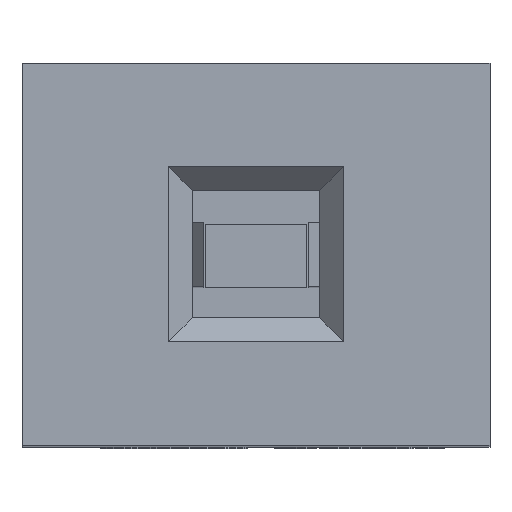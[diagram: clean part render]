
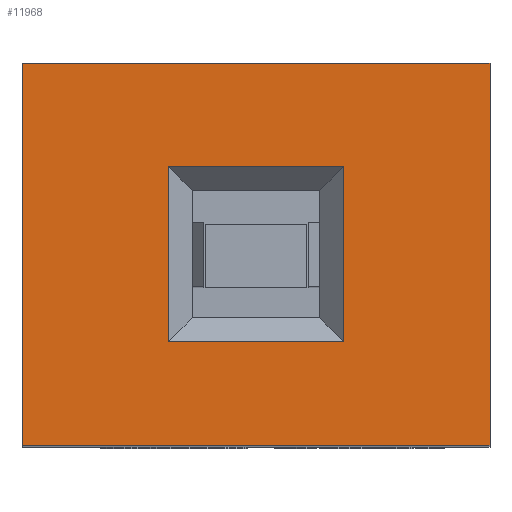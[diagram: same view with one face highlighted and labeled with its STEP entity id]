
A CAD part, top view. The second image highlights one B-rep face of the part: STEP entity #11968.
In plain terms, the highlighted planar face has unit normal (0, 0, 1).
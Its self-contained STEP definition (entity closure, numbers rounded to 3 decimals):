
#67 = CARTESIAN_POINT ( 'NONE',  ( 0., 0., 8.5 ) ) ;
#547 = ORIENTED_EDGE ( 'NONE', *, *, #9615, .T. ) ;
#868 = LINE ( 'NONE', #4909, #2954 ) ;
#918 = CARTESIAN_POINT ( 'NONE',  ( -0.55, 0.4, 8.5 ) ) ;
#940 = VERTEX_POINT ( 'NONE', #12684 ) ;
#970 = LINE ( 'NONE', #2745, #11552 ) ;
#987 = VERTEX_POINT ( 'NONE', #9249 ) ;
#1000 = EDGE_CURVE ( 'NONE', #940, #8111, #2295, .T. ) ;
#1004 = DIRECTION ( 'NONE',  ( 1., 0., 0. ) ) ;
#1215 = ORIENTED_EDGE ( 'NONE', *, *, #10858, .T. ) ;
#1378 = VERTEX_POINT ( 'NONE', #6402 ) ;
#1763 = VECTOR ( 'NONE', #5284, 1000. ) ;
#2081 = DIRECTION ( 'NONE',  ( 0., 0., 1. ) ) ;
#2117 = LINE ( 'NONE', #4224, #1763 ) ;
#2295 = LINE ( 'NONE', #6326, #7919 ) ;
#2724 = VECTOR ( 'NONE', #9021, 1000. ) ;
#2745 = CARTESIAN_POINT ( 'NONE',  ( -1.47, 1.2, 8.5 ) ) ;
#2805 = ORIENTED_EDGE ( 'NONE', *, *, #3680, .T. ) ;
#2954 = VECTOR ( 'NONE', #12981, 1000. ) ;
#3416 = CARTESIAN_POINT ( 'NONE',  ( -0.55, 0.55, 8.5 ) ) ;
#3421 = CARTESIAN_POINT ( 'NONE',  ( -0.55, -0.55, 8.5 ) ) ;
#3455 = LINE ( 'NONE', #6265, #12620 ) ;
#3680 = EDGE_CURVE ( 'NONE', #987, #12387, #3455, .T. ) ;
#3729 = VECTOR ( 'NONE', #12860, 1000. ) ;
#3893 = CARTESIAN_POINT ( 'NONE',  ( 0.55, -0.4, 8.5 ) ) ;
#4072 = EDGE_LOOP ( 'NONE', ( #1215, #8179, #8999, #4378 ) ) ;
#4224 = CARTESIAN_POINT ( 'NONE',  ( 0.4, 0.55, 8.5 ) ) ;
#4378 = ORIENTED_EDGE ( 'NONE', *, *, #1000, .T. ) ;
#4755 = DIRECTION ( 'NONE',  ( -1., 0., 0. ) ) ;
#4816 = CARTESIAN_POINT ( 'NONE',  ( -1.47, -1.2, 8.5 ) ) ;
#4909 = CARTESIAN_POINT ( 'NONE',  ( 1.47, 1.2, 8.5 ) ) ;
#5034 = LINE ( 'NONE', #918, #2724 ) ;
#5284 = DIRECTION ( 'NONE',  ( 1., 0., 0. ) ) ;
#5391 = ORIENTED_EDGE ( 'NONE', *, *, #10181, .T. ) ;
#6265 = CARTESIAN_POINT ( 'NONE',  ( -1.47, 1.2, 8.5 ) ) ;
#6326 = CARTESIAN_POINT ( 'NONE',  ( -0.4, -0.55, 8.5 ) ) ;
#6401 = DIRECTION ( 'NONE',  ( 0., -1., 0. ) ) ;
#6402 = CARTESIAN_POINT ( 'NONE',  ( 1.47, 1.2, 8.5 ) ) ;
#6562 = EDGE_LOOP ( 'NONE', ( #11876, #5391, #2805, #547 ) ) ;
#7690 = EDGE_CURVE ( 'NONE', #10944, #9945, #2117, .T. ) ;
#7919 = VECTOR ( 'NONE', #11295, 1000. ) ;
#7966 = CARTESIAN_POINT ( 'NONE',  ( -1.47, -1.2, 8.5 ) ) ;
#8091 = FACE_BOUND ( 'NONE', #4072, .T. ) ;
#8111 = VERTEX_POINT ( 'NONE', #3421 ) ;
#8179 = ORIENTED_EDGE ( 'NONE', *, *, #7690, .T. ) ;
#8573 = EDGE_CURVE ( 'NONE', #9945, #940, #11901, .T. ) ;
#8999 = ORIENTED_EDGE ( 'NONE', *, *, #8573, .T. ) ;
#9021 = DIRECTION ( 'NONE',  ( 0., 1., 0. ) ) ;
#9249 = CARTESIAN_POINT ( 'NONE',  ( -1.47, 1.2, 8.5 ) ) ;
#9292 = AXIS2_PLACEMENT_3D ( 'NONE', #67, #2081, #1004 ) ;
#9412 = VECTOR ( 'NONE', #10991, 1000. ) ;
#9615 = EDGE_CURVE ( 'NONE', #12387, #9689, #10110, .T. ) ;
#9689 = VERTEX_POINT ( 'NONE', #11474 ) ;
#9945 = VERTEX_POINT ( 'NONE', #10826 ) ;
#10110 = LINE ( 'NONE', #7966, #3729 ) ;
#10181 = EDGE_CURVE ( 'NONE', #1378, #987, #970, .T. ) ;
#10250 = FACE_OUTER_BOUND ( 'NONE', #6562, .T. ) ;
#10826 = CARTESIAN_POINT ( 'NONE',  ( 0.55, 0.55, 8.5 ) ) ;
#10858 = EDGE_CURVE ( 'NONE', #8111, #10944, #5034, .T. ) ;
#10944 = VERTEX_POINT ( 'NONE', #3416 ) ;
#10991 = DIRECTION ( 'NONE',  ( 0., -1., 0. ) ) ;
#11295 = DIRECTION ( 'NONE',  ( -1., 0., 0. ) ) ;
#11474 = CARTESIAN_POINT ( 'NONE',  ( 1.47, -1.2, 8.5 ) ) ;
#11508 = EDGE_CURVE ( 'NONE', #9689, #1378, #868, .T. ) ;
#11552 = VECTOR ( 'NONE', #4755, 1000. ) ;
#11876 = ORIENTED_EDGE ( 'NONE', *, *, #11508, .T. ) ;
#11901 = LINE ( 'NONE', #3893, #9412 ) ;
#11968 = ADVANCED_FACE ( 'NONE', ( #8091, #10250 ), #12132, .T. ) ;
#12132 = PLANE ( 'NONE',  #9292 ) ;
#12387 = VERTEX_POINT ( 'NONE', #4816 ) ;
#12620 = VECTOR ( 'NONE', #6401, 1000. ) ;
#12684 = CARTESIAN_POINT ( 'NONE',  ( 0.55, -0.55, 8.5 ) ) ;
#12860 = DIRECTION ( 'NONE',  ( 1., 0., 0. ) ) ;
#12981 = DIRECTION ( 'NONE',  ( 0., 1., 0. ) ) ;
